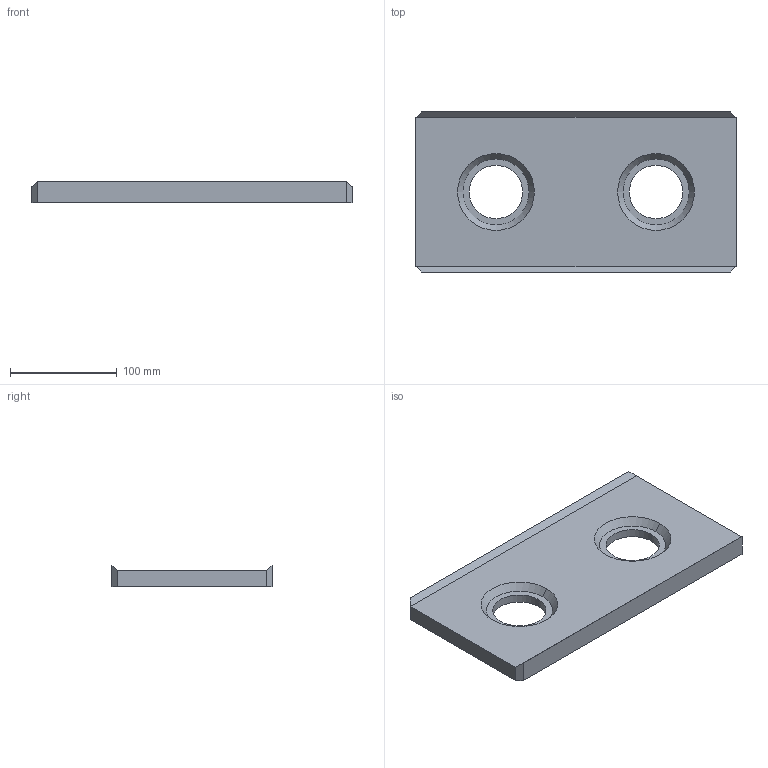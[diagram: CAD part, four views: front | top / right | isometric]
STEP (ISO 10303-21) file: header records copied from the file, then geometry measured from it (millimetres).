
FILE_DESCRIPTION (( 'STEP AP214' ), '1' );
FILE_NAME ('PLAQUE BTC F 2CYL.STEP', '2021-12-06T07:57:34', ( '' ), ( '' ), 'SwSTEP 2.0', 'SolidWorks 2020', '' );
FILE_SCHEMA (( 'AUTOMOTIVE_DESIGN' ));
Length unit declared in the file: millimetre
Products named in the file (1): PLAQUE BTC F 2CYL
Bounding box: 300 x 150 x 20 mm (x, y, z)
Volume: 600716.6 mm3; surface area: 103592.7 mm2
Topology: 1 solids, 1 shells, 22 faces, 50 edges, 32 vertices
Faces by surface type: plane 14, cone 4, cylinder 4
Entity records: 660 total; most frequent: DIRECTION 112, CARTESIAN_POINT 105, ORIENTED_EDGE 100, EDGE_CURVE 50, AXIS2_PLACEMENT_3D 39, VECTOR 34, LINE 34, VERTEX_POINT 32
